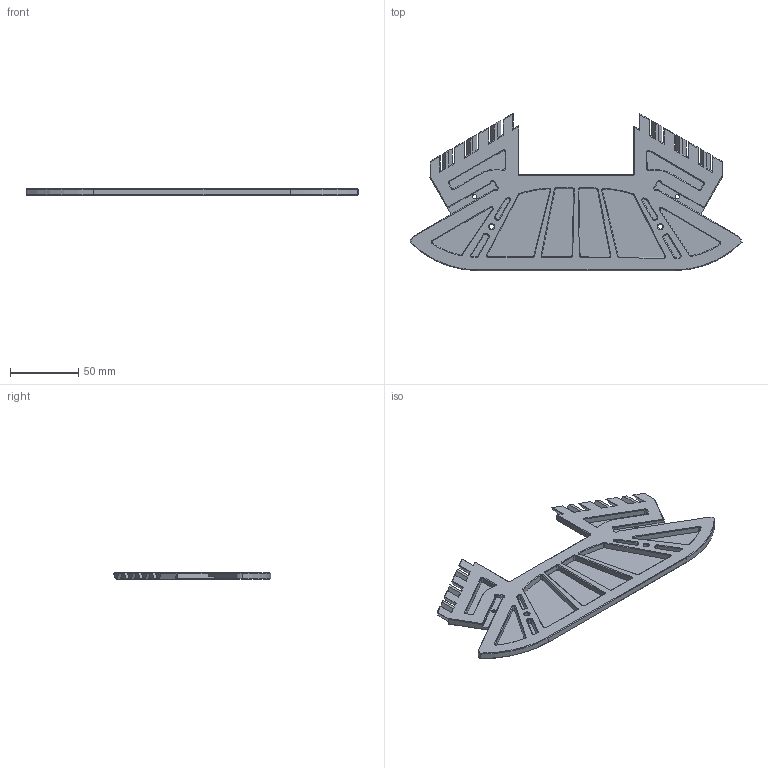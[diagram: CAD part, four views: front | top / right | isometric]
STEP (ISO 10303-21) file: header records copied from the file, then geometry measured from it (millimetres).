
FILE_DESCRIPTION (( 'STEP AP214' ), '1' );
FILE_NAME ('frame_bottom_front.STEP', '2023-05-01T22:40:15', ( '' ), ( '' ), 'SwSTEP 2.0', 'SolidWorks 2021', '' );
FILE_SCHEMA (( 'AUTOMOTIVE_DESIGN' ));
Length unit declared in the file: millimetre
Products named in the file (1): frame_bottom_front
Bounding box: 242.59 x 114.87 x 5 mm (x, y, z)
Volume: 57499.6 mm3; surface area: 45316.4 mm2
Topology: 1 solids, 1 shells, 579 faces, 1498 edges, 948 vertices
Faces by surface type: plane 325, cone 106, cylinder 95, bspline 53
Entity records: 20126 total; most frequent: CARTESIAN_POINT 6127, ORIENTED_EDGE 2996, DIRECTION 2732, EDGE_CURVE 1498, LINE 1074, VECTOR 1074, VERTEX_POINT 948, AXIS2_PLACEMENT_3D 829
